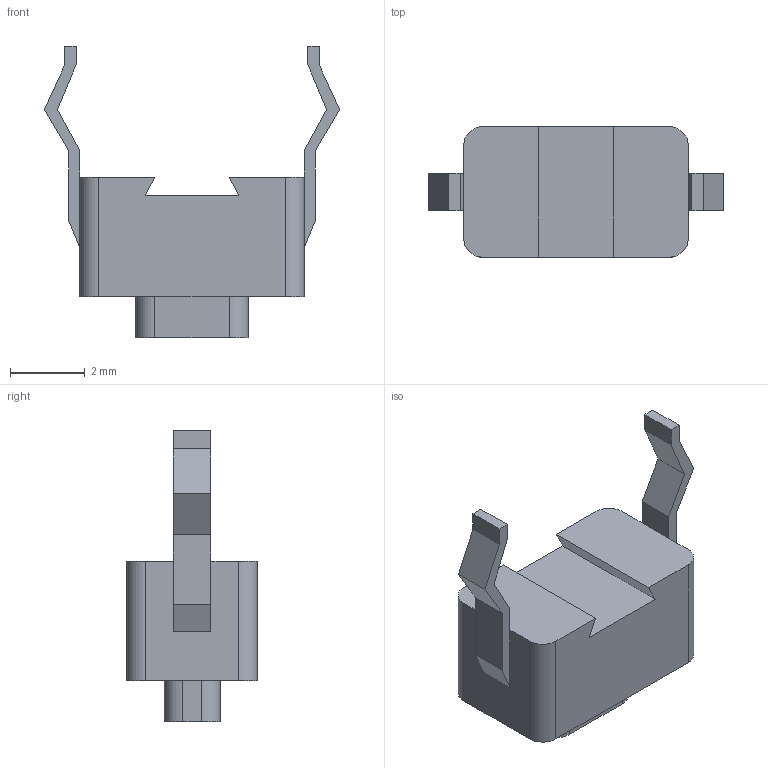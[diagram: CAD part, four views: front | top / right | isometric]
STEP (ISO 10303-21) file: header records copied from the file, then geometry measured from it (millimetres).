
FILE_DESCRIPTION (( 'STEP AP214' ), '1' );
FILE_NAME ('BotonSPST2P4.3.STEP', '2016-02-10T14:23:00', ( 'Crea3D' ), ( '' ), 'SwSTEP 2.0', 'SolidWorks 2015', '' );
FILE_SCHEMA (( 'AUTOMOTIVE_DESIGN' ));
Length unit declared in the file: millimetre
Products named in the file (1): BotonSPST2P4.3
Bounding box: 7.9 x 3.49 x 7.8 mm (x, y, z)
Volume: 70.2 mm3; surface area: 133.9 mm2
Topology: 1 solids, 1 shells, 47 faces, 128 edges, 84 vertices
Faces by surface type: plane 39, cylinder 8
Entity records: 2017 total; most frequent: CARTESIAN_POINT 260, ORIENTED_EDGE 256, DIRECTION 240, EDGE_CURVE 128, LINE 112, VECTOR 112, VERTEX_POINT 84, AXIS2_PLACEMENT_3D 64
